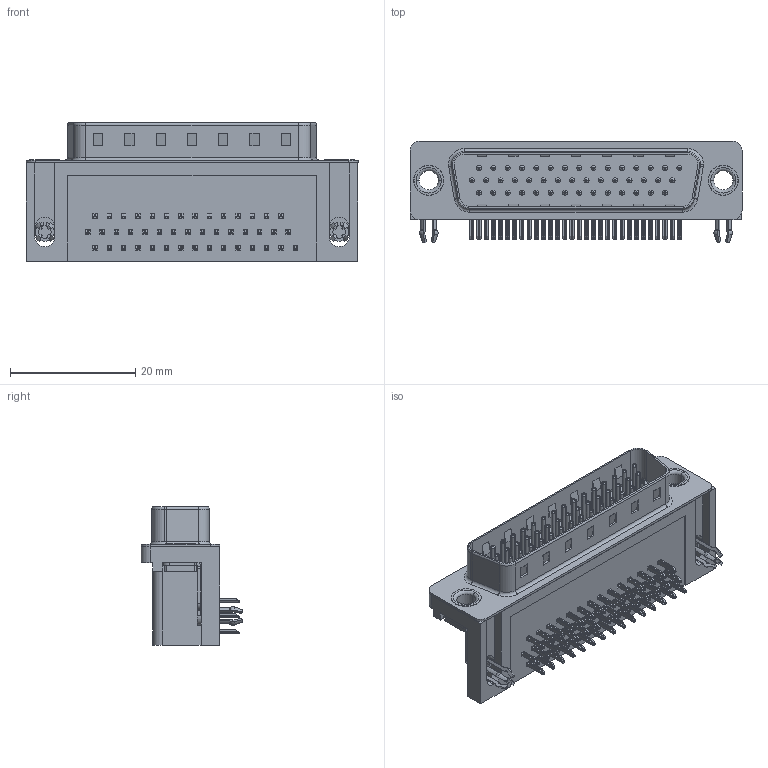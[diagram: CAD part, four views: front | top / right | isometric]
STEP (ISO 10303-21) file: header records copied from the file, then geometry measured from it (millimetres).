
FILE_DESCRIPTION (( 'STEP AP203' ), '1' );
FILE_NAME ('633-044-363-541.STEP', '2018-11-09T02:15:23', ( '' ), ( '' ), 'SwSTEP 2.0', 'SolidWorks 2016', '' );
FILE_SCHEMA (( 'CONFIG_CONTROL_DESIGN' ));
Length unit declared in the file: millimetre
Products named in the file (8): 633 Shell_44 Contact; 633 Contact Bottom; 633 Contact Middle; 633 Contact Top; 633 4 Prong Board Lock; 633 Thru Hole Rivet; 633-044-363-541; 633 Housing_44 Contact
Assembly tree (50 placements, depth 2):
  633-044-363-541
    633 Housing_44 Contact
    633 Shell_44 Contact
    633 Contact Bottom  x14
    633 Contact Middle  x15
    633 Contact Top  x15
    633 4 Prong Board Lock  x2
    633 Thru Hole Rivet  x2
Bounding box: 53.04 x 16.25 x 22.1 mm (x, y, z)
Volume: 8112.8 mm3; surface area: 10273.4 mm2
Topology: 50 solids, 50 shells, 3770 faces, 9336 edges, 5761 vertices
Faces by surface type: plane 2359, cylinder 1048, torus 323, cone 40
Entity records: 29285 total; most frequent: DIRECTION 4839, CARTESIAN_POINT 4733, ORIENTED_EDGE 4534, EDGE_CURVE 2267, AXIS2_PLACEMENT_3D 1619, LINE 1601, VECTOR 1601, VERTEX_POINT 1461
